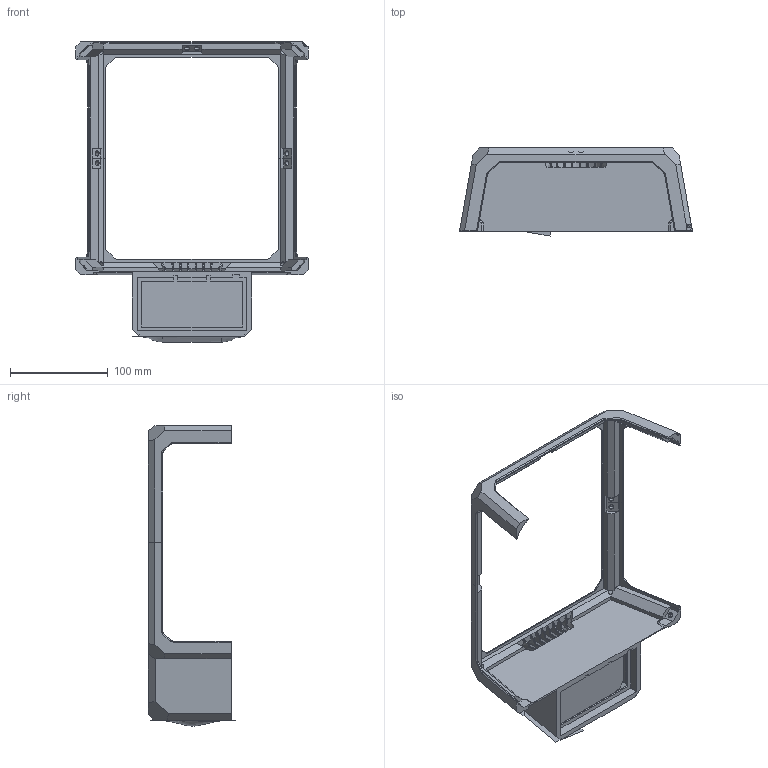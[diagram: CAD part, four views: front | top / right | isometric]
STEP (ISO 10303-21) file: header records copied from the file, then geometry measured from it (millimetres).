
FILE_DESCRIPTION(/* description */ ('STEP AP242','CAx-IF Rec.Pracs.---Representation and Presentation of Product Manufacturing Information (PMI)---4.0---2014-10-13','CAx-IF Rec.Pracs.---3D Tessellated Geometry---0.4---2014-09-14','2;1'),/* implementation_level */ '2;1');
FILE_NAME(/* name */ '6356b115b5d19b22ef3dad99',/* time_stamp */ '2022-10-24T15:36:55+00:00',/* author */ (''),/* organization */ (''),/* preprocessor_version */ 'ST-DEVELOPER v18.102',/* originating_system */ ' ',/* authorisation */ ' ');
FILE_SCHEMA (('AP242_MANAGED_MODEL_BASED_3D_ENGINEERING_MIM_LF { 1 0 10303 442 1 1 4 }'));
Length unit declared in the file: metre
Products named in the file (8): Filter T; Filter M; Filter B; Surface 3; Surface 2; Surface 1; Tophat-with-Extractor; Tophat-other-side
Bounding box: 238 x 89.85 x 306.97 mm (x, y, z)
Volume: 388289 mm3; surface area: 197643.3 mm2
Topology: 5 solids, 9 shells, 533 faces, 1453 edges, 931 vertices
Faces by surface type: plane 354, bspline 89, cylinder 56, cone 32, torus 2
Full cylindrical faces by diameter (mm): 4.6 x16
Entity records: 21345 total; most frequent: CARTESIAN_POINT 8754, ORIENTED_EDGE 2820, DIRECTION 2129, EDGE_CURVE 1415, VERTEX_POINT 921, LINE 915, VECTOR 915, AXIS2_PLACEMENT_3D 607
